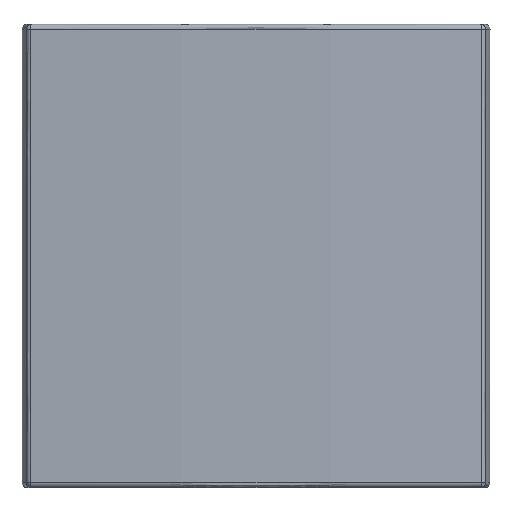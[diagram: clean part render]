
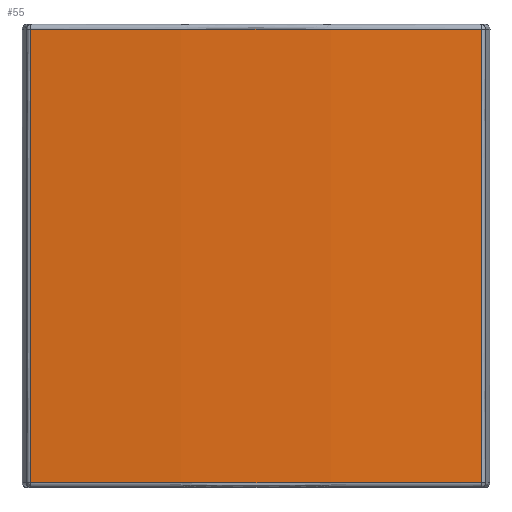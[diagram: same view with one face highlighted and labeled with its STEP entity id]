
A CAD part, top view. The second image highlights one B-rep face of the part: STEP entity #55.
In plain terms, the highlighted free-form (B-spline) face has degree [1, 2] with [2, 3] control points.
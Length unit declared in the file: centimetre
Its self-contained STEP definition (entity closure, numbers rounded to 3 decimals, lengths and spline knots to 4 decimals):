
#55=ADVANCED_FACE($,(#111),#609,.T.);
#111=FACE_OUTER_BOUND($,#167,.T.);
#167=EDGE_LOOP($,(#232,#233,#234,#235));
#232=ORIENTED_EDGE($,*,*,#448,.T.);
#233=ORIENTED_EDGE($,*,*,#449,.F.);
#234=ORIENTED_EDGE($,*,*,#450,.T.);
#235=ORIENTED_EDGE($,*,*,#451,.T.);
#448=EDGE_CURVE($,#556,#557,#676,.T.);
#449=EDGE_CURVE($,#558,#557,#677,.T.);
#450=EDGE_CURVE($,#558,#559,#678,.T.);
#451=EDGE_CURVE($,#559,#556,#679,.T.);
#556=VERTEX_POINT($,#1416);
#557=VERTEX_POINT($,#1417);
#558=VERTEX_POINT($,#1418);
#559=VERTEX_POINT($,#1419);
#609=(
BOUNDED_SURFACE()
B_SPLINE_SURFACE(1,2,((#1072,#1073,#1074),(#1075,#1076,#1077)),.UNSPECIFIED.,
.F.,.F.,.F.)
B_SPLINE_SURFACE_WITH_KNOTS((2,2),(3,3),(1.,96.),
(-145.9285,-62.703),.UNSPECIFIED.)
GEOMETRIC_REPRESENTATION_ITEM()
RATIONAL_B_SPLINE_SURFACE(((1.,0.996,1.),
(1.,0.996,1.)))
REPRESENTATION_ITEM($)
SURFACE()
);
#676=(
BOUNDED_CURVE()
B_SPLINE_CURVE(3,(#922,#923,#924,#925),.UNSPECIFIED.,.F.,.F.)
B_SPLINE_CURVE_WITH_KNOTS((4,4),(0.6881,94.9683),.UNSPECIFIED.)
CURVE()
GEOMETRIC_REPRESENTATION_ITEM()
RATIONAL_B_SPLINE_CURVE((1.,1.,1.,1.))
REPRESENTATION_ITEM($)
);
#677=(
BOUNDED_CURVE()
B_SPLINE_CURVE(3,(#926,#927,#928,#929),.UNSPECIFIED.,.F.,.F.)
B_SPLINE_CURVE_WITH_KNOTS((4,4),(1.,96.),.UNSPECIFIED.)
CURVE()
GEOMETRIC_REPRESENTATION_ITEM()
RATIONAL_B_SPLINE_CURVE((1.,1.,1.,1.))
REPRESENTATION_ITEM($)
);
#678=(
BOUNDED_CURVE()
B_SPLINE_CURVE(3,(#930,#931,#932,#933),.UNSPECIFIED.,.F.,.F.)
B_SPLINE_CURVE_WITH_KNOTS((4,4),(0.6881,94.9683),.UNSPECIFIED.)
CURVE()
GEOMETRIC_REPRESENTATION_ITEM()
RATIONAL_B_SPLINE_CURVE((1.,1.,1.,1.))
REPRESENTATION_ITEM($)
);
#679=(
BOUNDED_CURVE()
B_SPLINE_CURVE(3,(#934,#935,#936,#937),.UNSPECIFIED.,.F.,.F.)
B_SPLINE_CURVE_WITH_KNOTS((4,4),(1.,96.),.UNSPECIFIED.)
CURVE()
GEOMETRIC_REPRESENTATION_ITEM()
RATIONAL_B_SPLINE_CURVE((1.,1.,1.,1.))
REPRESENTATION_ITEM($)
);
#922=CARTESIAN_POINT($,(11552.643,-1359.2083,23.5571));
#923=CARTESIAN_POINT($,(11521.268,-1359.2083,26.1476));
#924=CARTESIAN_POINT($,(11489.6798,-1359.2083,26.1476));
#925=CARTESIAN_POINT($,(11458.3047,-1359.2083,23.5571));
#926=CARTESIAN_POINT($,(11458.3047,-1454.2083,23.5571));
#927=CARTESIAN_POINT($,(11458.3047,-1422.5416,23.5571));
#928=CARTESIAN_POINT($,(11458.3047,-1390.875,23.5571));
#929=CARTESIAN_POINT($,(11458.3047,-1359.2083,23.5571));
#930=CARTESIAN_POINT($,(11458.3047,-1454.2083,23.5571));
#931=CARTESIAN_POINT($,(11489.6798,-1454.2083,26.1476));
#932=CARTESIAN_POINT($,(11521.2679,-1454.2083,26.1476));
#933=CARTESIAN_POINT($,(11552.643,-1454.2083,23.5571));
#934=CARTESIAN_POINT($,(11552.643,-1454.2083,23.5571));
#935=CARTESIAN_POINT($,(11552.643,-1422.5416,23.5571));
#936=CARTESIAN_POINT($,(11552.643,-1390.875,23.5571));
#937=CARTESIAN_POINT($,(11552.643,-1359.2083,23.5571));
#1072=CARTESIAN_POINT($,(11552.643,-1454.2083,23.5571));
#1073=CARTESIAN_POINT($,(11505.4739,-1454.2083,27.4514));
#1074=CARTESIAN_POINT($,(11458.3047,-1454.2083,23.5571));
#1075=CARTESIAN_POINT($,(11552.643,-1359.2083,23.5571));
#1076=CARTESIAN_POINT($,(11505.4739,-1359.2083,27.4514));
#1077=CARTESIAN_POINT($,(11458.3047,-1359.2083,23.5571));
#1416=CARTESIAN_POINT($,(11552.643,-1359.2083,23.5571));
#1417=CARTESIAN_POINT($,(11458.3047,-1359.2083,23.5571));
#1418=CARTESIAN_POINT($,(11458.3047,-1454.2083,23.5571));
#1419=CARTESIAN_POINT($,(11552.643,-1454.2083,23.5571));
